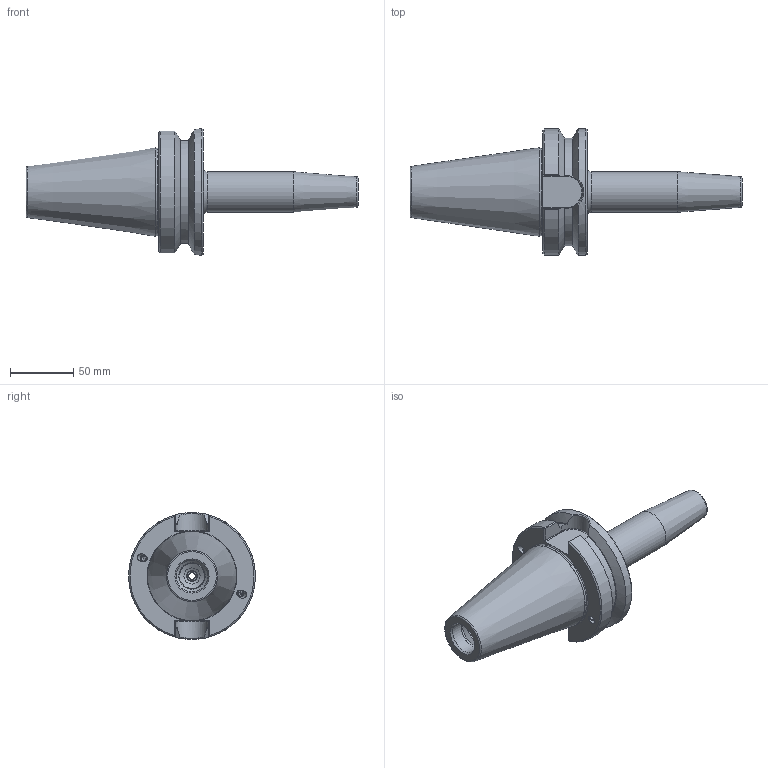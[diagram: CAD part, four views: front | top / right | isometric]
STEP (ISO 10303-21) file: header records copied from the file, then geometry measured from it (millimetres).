
FILE_DESCRIPTION((''),'2;1');
FILE_NAME('INT''BT50-M12SF160-9.iam.step','2010-04-21T10:58:29',(''),(''),'Autodesk Inventor 2009','Autodesk Inventor 2009','');
FILE_SCHEMA(('AUTOMOTIVE_DESIGN { 1 0 10303 214 1 1 1 1 }'));
Length unit declared in the file: millimetre
Products named in the file (4): BT50-M12SF160-9; BT50BC-M12SF160-9-1; 029-966; BS-SFM101-20
Assembly tree (6 placements, depth 2):
  BT50-M12SF160-9
    BT50BC-M12SF160-9-1
    029-966  x4
    BS-SFM101-20
Bounding box: 261.8 x 100 x 100 mm (x, y, z)
Volume: 523928.1 mm3; surface area: 72210.5 mm2
Topology: 6 solids, 6 shells, 174 faces, 402 edges, 257 vertices
Faces by surface type: plane 79, cylinder 42, cone 33, bspline 18, torus 2
Full cylindrical faces by diameter (mm): 5 x4, 6 x8, 6.096 x4, 6.2 x4, 11.975 x1, 12.737 x1, 25.624 x1, 32 x1, 69.342 x1, 100 x1
Entity records: 4235 total; most frequent: CARTESIAN_POINT 1403, DIRECTION 538, ORIENTED_EDGE 494, EDGE_CURVE 247, AXIS2_PLACEMENT_3D 224, EDGE_LOOP 190, VERTEX_POINT 179, FACE_OUTER_BOUND 126
